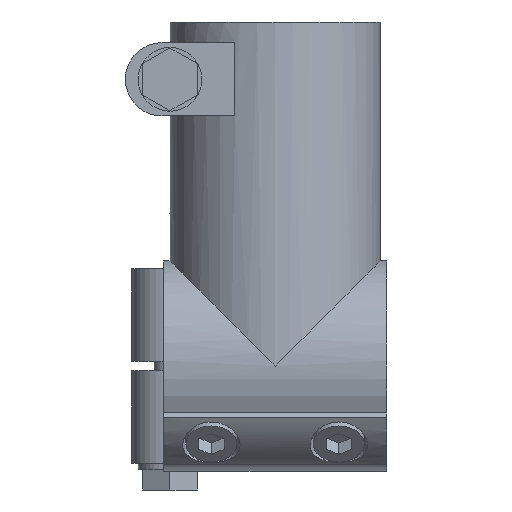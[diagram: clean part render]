
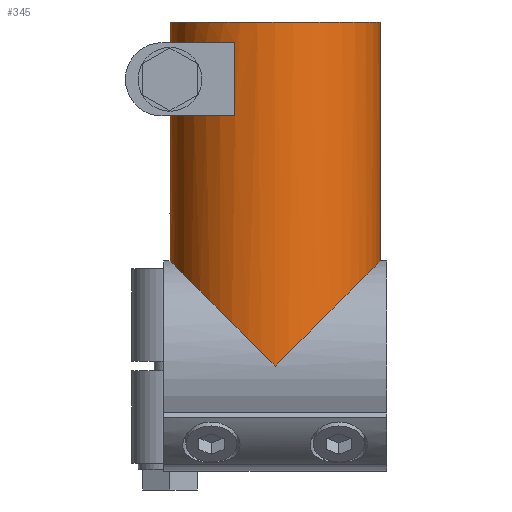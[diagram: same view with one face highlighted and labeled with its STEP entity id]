
A CAD part, left-side view. The second image highlights one B-rep face of the part: STEP entity #345.
In plain terms, the highlighted cylindrical face has radius 33 mm (diameter 66 mm), a full revolution.
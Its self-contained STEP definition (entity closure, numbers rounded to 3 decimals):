
#345 = ADVANCED_FACE( '', ( #765, #766 ), #767, .T. );
#765 = FACE_OUTER_BOUND( '', #1235, .T. );
#766 = FACE_OUTER_BOUND( '', #1236, .T. );
#767 = CYLINDRICAL_SURFACE( '', #1237, 33. );
#1235 = EDGE_LOOP( '', ( #2194, #2195, #2196 ) );
#1236 = EDGE_LOOP( '', ( #2197, #2198, #2199, #2200, #2201, #2202, #2203, #2204, #2205, #2206, #2207, #2208 ) );
#1237 = AXIS2_PLACEMENT_3D( '', #2209, #2210, #2211 );
#2194 = ORIENTED_EDGE( '', *, *, #2551, .T. );
#2195 = ORIENTED_EDGE( '', *, *, #2531, .T. );
#2196 = ORIENTED_EDGE( '', *, *, #2530, .T. );
#2197 = ORIENTED_EDGE( '', *, *, #2879, .T. );
#2198 = ORIENTED_EDGE( '', *, *, #2649, .T. );
#2199 = ORIENTED_EDGE( '', *, *, #2903, .F. );
#2200 = ORIENTED_EDGE( '', *, *, #2852, .F. );
#2201 = ORIENTED_EDGE( '', *, *, #2864, .F. );
#2202 = ORIENTED_EDGE( '', *, *, #2645, .T. );
#2203 = ORIENTED_EDGE( '', *, *, #2895, .F. );
#2204 = ORIENTED_EDGE( '', *, *, #2734, .T. );
#2205 = ORIENTED_EDGE( '', *, *, #2575, .F. );
#2206 = ORIENTED_EDGE( '', *, *, #2904, .T. );
#2207 = ORIENTED_EDGE( '', *, *, #2905, .F. );
#2208 = ORIENTED_EDGE( '', *, *, #2737, .T. );
#2209 = CARTESIAN_POINT( '', ( 0., 35., 0. ) );
#2210 = DIRECTION( '', ( 0., 0., 1. ) );
#2211 = DIRECTION( '', ( -1., 0., 0. ) );
#2530 = EDGE_CURVE( '', #2985, #2982, #2986, .F. );
#2531 = EDGE_CURVE( '', #2987, #2985, #2988, .T. );
#2551 = EDGE_CURVE( '', #2982, #2987, #3024, .F. );
#2575 = EDGE_CURVE( '', #3066, #3067, #3068, .T. );
#2645 = EDGE_CURVE( '', #3188, #3186, #3189, .T. );
#2649 = EDGE_CURVE( '', #3181, #3194, #3196, .T. );
#2734 = EDGE_CURVE( '', #3333, #3067, #3334, .F. );
#2737 = EDGE_CURVE( '', #3330, #3336, #3338, .F. );
#2852 = EDGE_CURVE( '', #3498, #3500, #3501, .F. );
#2864 = EDGE_CURVE( '', #3188, #3498, #3516, .T. );
#2879 = EDGE_CURVE( '', #3336, #3181, #3535, .T. );
#2895 = EDGE_CURVE( '', #3333, #3186, #3553, .T. );
#2903 = EDGE_CURVE( '', #3500, #3194, #3563, .T. );
#2904 = EDGE_CURVE( '', #3066, #3564, #3565, .F. );
#2905 = EDGE_CURVE( '', #3330, #3564, #3566, .T. );
#2982 = VERTEX_POINT( '', #3656 );
#2985 = VERTEX_POINT( '', #3659 );
#2986 = ELLIPSE( '', #3660, 46.669, 33. );
#2987 = VERTEX_POINT( '', #3661 );
#2988 = ELLIPSE( '', #3662, 46.669, 33. );
#3024 = ELLIPSE( '', #3862, 46.669, 33. );
#3066 = VERTEX_POINT( '', #3924 );
#3067 = VERTEX_POINT( '', #3925 );
#3068 = CIRCLE( '', #3926, 33. );
#3181 = VERTEX_POINT( '', #4186 );
#3186 = VERTEX_POINT( '', #4193 );
#3188 = VERTEX_POINT( '', #4196 );
#3189 = LINE( '', #4197, #4198 );
#3194 = VERTEX_POINT( '', #4204 );
#3196 = LINE( '', #4207, #4208 );
#3330 = VERTEX_POINT( '', #4402 );
#3333 = VERTEX_POINT( '', #4406 );
#3334 = LINE( '', #4407, #4408 );
#3336 = VERTEX_POINT( '', #4411 );
#3338 = LINE( '', #4414, #4415 );
#3498 = VERTEX_POINT( '', #4659 );
#3500 = VERTEX_POINT( '', #4662 );
#3501 = LINE( '', #4663, #4664 );
#3516 = CIRCLE( '', #4682, 33. );
#3535 = CIRCLE( '', #4706, 33. );
#3553 = CIRCLE( '', #4823, 33. );
#3563 = CIRCLE( '', #4838, 33. );
#3564 = VERTEX_POINT( '', #4839 );
#3565 = LINE( '', #4840, #4841 );
#3566 = CIRCLE( '', #4842, 33. );
#3656 = CARTESIAN_POINT( '', ( 23.335, 11.665, 23.335 ) );
#3659 = CARTESIAN_POINT( '', ( -33., 35., 0. ) );
#3660 = AXIS2_PLACEMENT_3D( '', #4947, #4948, #4949 );
#3661 = CARTESIAN_POINT( '', ( 23.335, 58.335, 23.335 ) );
#3662 = AXIS2_PLACEMENT_3D( '', #4950, #4951, #4952 );
#3862 = AXIS2_PLACEMENT_3D( '', #4986, #4987, #4988 );
#3924 = CARTESIAN_POINT( '', ( 30.5, 47.6, 78.5 ) );
#3925 = CARTESIAN_POINT( '', ( 1.5, 67.966, 78.5 ) );
#3926 = AXIS2_PLACEMENT_3D( '', #5013, #5014, #5015 );
#4186 = CARTESIAN_POINT( '', ( -1.5, 67.966, 108. ) );
#4193 = CARTESIAN_POINT( '', ( -1.5, 67.966, 48. ) );
#4196 = CARTESIAN_POINT( '', ( -1.5, 67.966, 78.5 ) );
#4197 = CARTESIAN_POINT( '', ( -1.5, 67.966, 0. ) );
#4198 = VECTOR( '', #5102, 1000. );
#4204 = CARTESIAN_POINT( '', ( -1.5, 67.966, 101.5 ) );
#4207 = CARTESIAN_POINT( '', ( -1.5, 67.966, 0. ) );
#4208 = VECTOR( '', #5108, 1000. );
#4402 = CARTESIAN_POINT( '', ( 1.5, 67.966, 101.5 ) );
#4406 = CARTESIAN_POINT( '', ( 1.5, 67.966, 48. ) );
#4407 = CARTESIAN_POINT( '', ( 1.5, 67.966, 0. ) );
#4408 = VECTOR( '', #5201, 1000. );
#4411 = CARTESIAN_POINT( '', ( 1.5, 67.966, 108. ) );
#4414 = CARTESIAN_POINT( '', ( 1.5, 67.966, 0. ) );
#4415 = VECTOR( '', #5204, 1000. );
#4659 = CARTESIAN_POINT( '', ( -30.5, 47.6, 78.5 ) );
#4662 = CARTESIAN_POINT( '', ( -30.5, 47.6, 101.5 ) );
#4663 = CARTESIAN_POINT( '', ( -30.5, 47.6, 0. ) );
#4664 = VECTOR( '', #5317, 1000. );
#4682 = AXIS2_PLACEMENT_3D( '', #5330, #5331, #5332 );
#4706 = AXIS2_PLACEMENT_3D( '', #5350, #5351, #5352 );
#4823 = AXIS2_PLACEMENT_3D( '', #5365, #5366, #5367 );
#4838 = AXIS2_PLACEMENT_3D( '', #5372, #5373, #5374 );
#4839 = CARTESIAN_POINT( '', ( 30.5, 47.6, 101.5 ) );
#4840 = CARTESIAN_POINT( '', ( 30.5, 47.6, 0. ) );
#4841 = VECTOR( '', #5375, 1000. );
#4842 = AXIS2_PLACEMENT_3D( '', #5376, #5377, #5378 );
#4947 = CARTESIAN_POINT( '', ( 0., 35., 0. ) );
#4948 = DIRECTION( '', ( 0., -0.707, -0.707 ) );
#4949 = DIRECTION( '', ( 0., -0.707, 0.707 ) );
#4950 = CARTESIAN_POINT( '', ( 0., 35., 0. ) );
#4951 = DIRECTION( '', ( 0., -0.707, 0.707 ) );
#4952 = DIRECTION( '', ( 0., -0.707, -0.707 ) );
#4986 = CARTESIAN_POINT( '', ( 0., 35., 0. ) );
#4987 = DIRECTION( '', ( 0.707, 0., -0.707 ) );
#4988 = DIRECTION( '', ( 0.707, 0., 0.707 ) );
#5013 = CARTESIAN_POINT( '', ( 0., 35., 78.5 ) );
#5014 = DIRECTION( '', ( 0., 0., 1. ) );
#5015 = DIRECTION( '', ( 1., 0., 0. ) );
#5102 = DIRECTION( '', ( 0., 0., -1. ) );
#5108 = DIRECTION( '', ( 0., 0., -1. ) );
#5201 = DIRECTION( '', ( 0., 0., -1. ) );
#5204 = DIRECTION( '', ( 0., 0., -1. ) );
#5317 = DIRECTION( '', ( 0., 0., -1. ) );
#5330 = CARTESIAN_POINT( '', ( 0., 35., 78.5 ) );
#5331 = DIRECTION( '', ( 0., 0., 1. ) );
#5332 = DIRECTION( '', ( 1., 0., 0. ) );
#5350 = CARTESIAN_POINT( '', ( 0., 35., 108. ) );
#5351 = DIRECTION( '', ( 0., 0., -1. ) );
#5352 = DIRECTION( '', ( -1., 0., 0. ) );
#5365 = CARTESIAN_POINT( '', ( 0., 35., 48. ) );
#5366 = DIRECTION( '', ( 0., 0., 1. ) );
#5367 = DIRECTION( '', ( 1., 0., 0. ) );
#5372 = CARTESIAN_POINT( '', ( 0., 35., 101.5 ) );
#5373 = DIRECTION( '', ( 0., 0., -1. ) );
#5374 = DIRECTION( '', ( -1., 0., 0. ) );
#5375 = DIRECTION( '', ( 0., 0., -1. ) );
#5376 = CARTESIAN_POINT( '', ( 0., 35., 101.5 ) );
#5377 = DIRECTION( '', ( 0., 0., -1. ) );
#5378 = DIRECTION( '', ( -1., 0., 0. ) );
